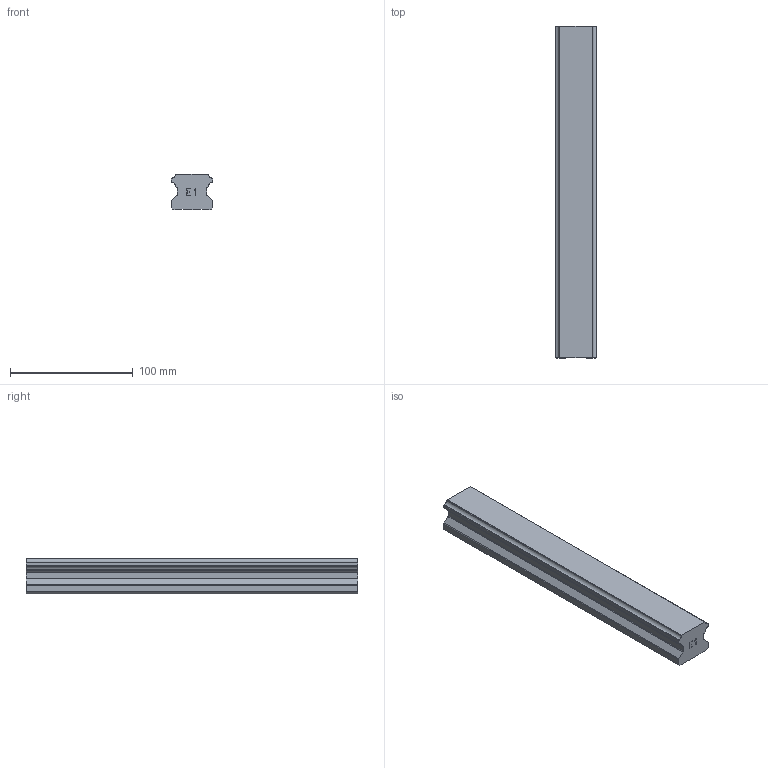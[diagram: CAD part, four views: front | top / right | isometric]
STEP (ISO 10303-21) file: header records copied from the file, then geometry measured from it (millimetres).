
FILE_DESCRIPTION(('STEP AP214'),'1');
FILE_NAME('cctmp_7B1B1097-7823-45C3-B972-C7C981077E5B_2021_01_27_11_01_59_0025..stp','2021-01-27T10:01:59',('HIWIN GmbH'),('CADClick - www.CADClick.com'),'Spatial InterOp 3D',' ','unknown authorization');
FILE_SCHEMA(('AUTOMOTIVE_DESIGN'));
Length unit declared in the file: millimetre
Products named in the file (1): HGR35T270C_FILE
Bounding box: 34 x 270 x 29 mm (x, y, z)
Volume: 227336.1 mm3; surface area: 38364.8 mm2
Topology: 1 solids, 1 shells, 131 faces, 367 edges, 238 vertices
Faces by surface type: plane 93, cylinder 30, cone 8
Entity records: 5193 total; most frequent: CARTESIAN_POINT 729, ORIENTED_EDGE 718, DIRECTION 683, EDGE_CURVE 359, LINE 299, VECTOR 299, VERTEX_POINT 238, AXIS2_PLACEMENT_3D 192
